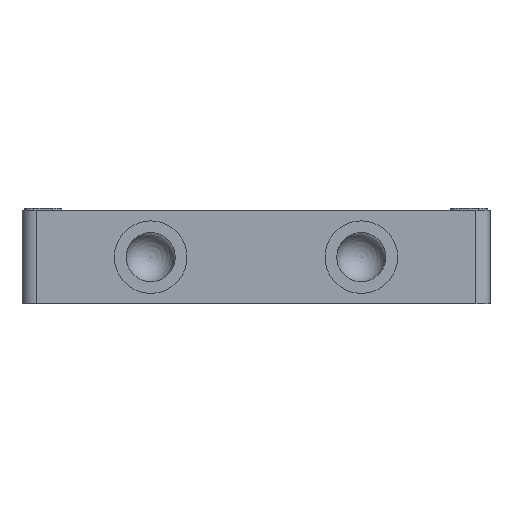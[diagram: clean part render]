
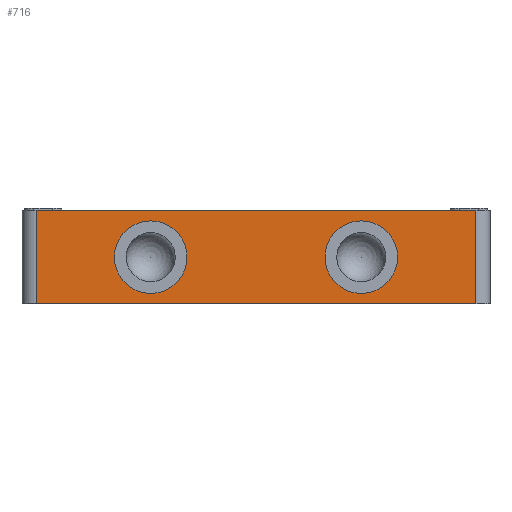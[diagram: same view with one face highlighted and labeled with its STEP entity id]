
A CAD part, left-side view. The second image highlights one B-rep face of the part: STEP entity #716.
In plain terms, the highlighted planar face has unit normal (-1, 0, 0).
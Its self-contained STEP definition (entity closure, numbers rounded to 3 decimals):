
#66 = VERTEX_POINT('',#67);
#67 = CARTESIAN_POINT('',(0.,3.,20.));
#74 = EDGE_CURVE('',#66,#75,#77,.T.);
#75 = VERTEX_POINT('',#76);
#76 = CARTESIAN_POINT('',(0.,97.,20.));
#77 = LINE('',#78,#79);
#78 = CARTESIAN_POINT('',(0.,0.,20.));
#79 = VECTOR('',#80,1.);
#80 = DIRECTION('',(0.,1.,0.));
#671 = EDGE_CURVE('',#75,#672,#674,.T.);
#672 = VERTEX_POINT('',#673);
#673 = CARTESIAN_POINT('',(0.,97.,0.));
#674 = LINE('',#675,#676);
#675 = CARTESIAN_POINT('',(0.,97.,20.));
#676 = VECTOR('',#677,1.);
#677 = DIRECTION('',(0.,0.,-1.));
#716 = ADVANCED_FACE('',(#717,#735,#746),#757,.T.);
#717 = FACE_BOUND('',#718,.T.);
#718 = EDGE_LOOP('',(#719,#720,#721,#729));
#719 = ORIENTED_EDGE('',*,*,#74,.T.);
#720 = ORIENTED_EDGE('',*,*,#671,.T.);
#721 = ORIENTED_EDGE('',*,*,#722,.F.);
#722 = EDGE_CURVE('',#723,#672,#725,.T.);
#723 = VERTEX_POINT('',#724);
#724 = CARTESIAN_POINT('',(0.,3.,0.));
#725 = LINE('',#726,#727);
#726 = CARTESIAN_POINT('',(0.,0.,0.));
#727 = VECTOR('',#728,1.);
#728 = DIRECTION('',(0.,1.,0.));
#729 = ORIENTED_EDGE('',*,*,#730,.F.);
#730 = EDGE_CURVE('',#66,#723,#731,.T.);
#731 = LINE('',#732,#733);
#732 = CARTESIAN_POINT('',(0.,3.,20.));
#733 = VECTOR('',#734,1.);
#734 = DIRECTION('',(0.,0.,-1.));
#735 = FACE_BOUND('',#736,.T.);
#736 = EDGE_LOOP('',(#737));
#737 = ORIENTED_EDGE('',*,*,#738,.T.);
#738 = EDGE_CURVE('',#739,#739,#741,.T.);
#739 = VERTEX_POINT('',#740);
#740 = CARTESIAN_POINT('',(0.,27.5,2.25));
#741 = CIRCLE('',#742,7.75);
#742 = AXIS2_PLACEMENT_3D('',#743,#744,#745);
#743 = CARTESIAN_POINT('',(0.,27.5,10.));
#744 = DIRECTION('',(1.,0.,-0.));
#745 = DIRECTION('',(0.,0.,1.));
#746 = FACE_BOUND('',#747,.T.);
#747 = EDGE_LOOP('',(#748));
#748 = ORIENTED_EDGE('',*,*,#749,.T.);
#749 = EDGE_CURVE('',#750,#750,#752,.T.);
#750 = VERTEX_POINT('',#751);
#751 = CARTESIAN_POINT('',(0.,72.5,2.25));
#752 = CIRCLE('',#753,7.75);
#753 = AXIS2_PLACEMENT_3D('',#754,#755,#756);
#754 = CARTESIAN_POINT('',(0.,72.5,10.));
#755 = DIRECTION('',(1.,0.,-0.));
#756 = DIRECTION('',(0.,0.,1.));
#757 = PLANE('',#758);
#758 = AXIS2_PLACEMENT_3D('',#759,#760,#761);
#759 = CARTESIAN_POINT('',(0.,0.,20.));
#760 = DIRECTION('',(-1.,0.,0.));
#761 = DIRECTION('',(0.,1.,0.));
